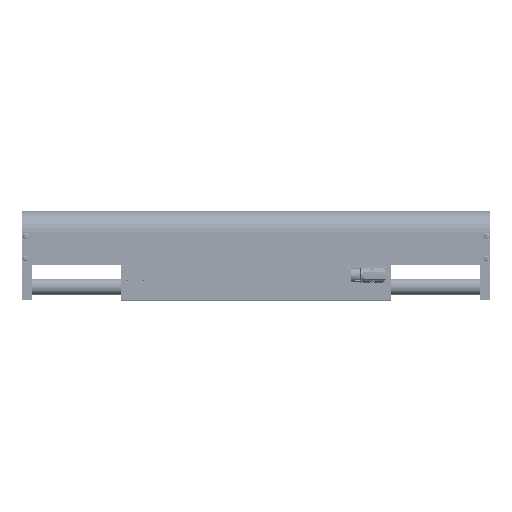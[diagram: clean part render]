
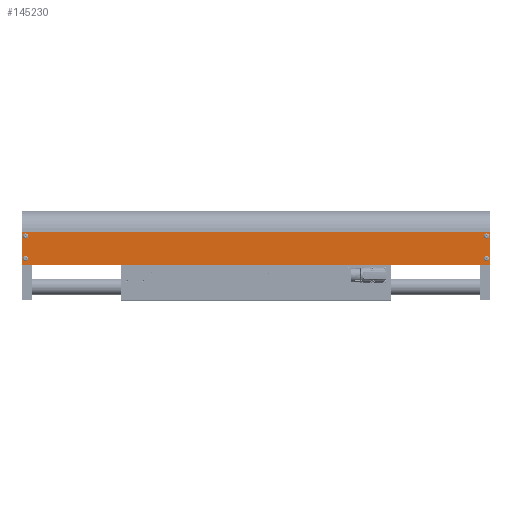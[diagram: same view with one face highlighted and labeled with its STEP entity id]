
A CAD part, top view. The second image highlights one B-rep face of the part: STEP entity #145230.
In plain terms, the highlighted face is planar.
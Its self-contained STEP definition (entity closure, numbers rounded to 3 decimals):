
#474 = CIRCLE ( 'NONE', #153587, 2.4 ) ;
#671 = AXIS2_PLACEMENT_3D ( 'NONE', #155435, #20058, #2078 ) ;
#2078 = DIRECTION ( 'NONE',  ( 0., 0., 1. ) ) ;
#11623 = FACE_BOUND ( 'NONE', #95776, .T. ) ;
#13484 = EDGE_CURVE ( 'NONE', #133468, #133468, #169578, .T. ) ;
#13895 = CARTESIAN_POINT ( 'NONE',  ( -32., 0., 727. ) ) ;
#14203 = DIRECTION ( 'NONE',  ( 0., 0., 1. ) ) ;
#17766 = EDGE_CURVE ( 'NONE', #43158, #43158, #25240, .T. ) ;
#18616 = VECTOR ( 'NONE', #134213, 1000. ) ;
#20058 = DIRECTION ( 'NONE',  ( -1., 0., 0. ) ) ;
#25240 = CIRCLE ( 'NONE', #31066, 2.4 ) ;
#25895 = CARTESIAN_POINT ( 'NONE',  ( -32., 0., 727. ) ) ;
#26366 = EDGE_CURVE ( 'NONE', #30102, #101112, #159236, .T. ) ;
#27812 = CARTESIAN_POINT ( 'NONE',  ( -32., -42., 722. ) ) ;
#29009 = EDGE_LOOP ( 'NONE', ( #43961 ) ) ;
#30102 = VERTEX_POINT ( 'NONE', #155968 ) ;
#30908 = VECTOR ( 'NONE', #36526, 1000. ) ;
#31066 = AXIS2_PLACEMENT_3D ( 'NONE', #128662, #86267, #154807 ) ;
#36526 = DIRECTION ( 'NONE',  ( 0., -1., 0. ) ) ;
#40550 = VERTEX_POINT ( 'NONE', #13895 ) ;
#42259 = DIRECTION ( 'NONE',  ( 0., 0., 1. ) ) ;
#43105 = DIRECTION ( 'NONE',  ( -1., 0., 0. ) ) ;
#43158 = VERTEX_POINT ( 'NONE', #57625 ) ;
#43961 = ORIENTED_EDGE ( 'NONE', *, *, #46510, .F. ) ;
#46510 = EDGE_CURVE ( 'NONE', #139061, #139061, #52458, .T. ) ;
#52157 = LINE ( 'NONE', #25895, #18616 ) ;
#52458 = CIRCLE ( 'NONE', #671, 2.4 ) ;
#53181 = DIRECTION ( 'NONE',  ( 0., 1., 0. ) ) ;
#57625 = CARTESIAN_POINT ( 'NONE',  ( -32., -7., 724.4 ) ) ;
#62755 = EDGE_LOOP ( 'NONE', ( #141755 ) ) ;
#63858 = VECTOR ( 'NONE', #71406, 1000. ) ;
#64018 = ORIENTED_EDGE ( 'NONE', *, *, #81093, .T. ) ;
#68446 = FACE_BOUND ( 'NONE', #94974, .T. ) ;
#68721 = LINE ( 'NONE', #165265, #63858 ) ;
#69689 = ORIENTED_EDGE ( 'NONE', *, *, #26366, .T. ) ;
#71406 = DIRECTION ( 'NONE',  ( 0., 0., 1. ) ) ;
#73178 = ORIENTED_EDGE ( 'NONE', *, *, #17766, .F. ) ;
#81093 = EDGE_CURVE ( 'NONE', #40550, #30102, #93157, .T. ) ;
#81931 = CARTESIAN_POINT ( 'NONE',  ( -32., 0., 727. ) ) ;
#82906 = EDGE_CURVE ( 'NONE', #101112, #105321, #68721, .T. ) ;
#83698 = EDGE_CURVE ( 'NONE', #158103, #158103, #474, .T. ) ;
#84896 = CARTESIAN_POINT ( 'NONE',  ( -32., -7., 7.4 ) ) ;
#86267 = DIRECTION ( 'NONE',  ( -1., 0., 0. ) ) ;
#93157 = LINE ( 'NONE', #148210, #177530 ) ;
#94974 = EDGE_LOOP ( 'NONE', ( #111598 ) ) ;
#95776 = EDGE_LOOP ( 'NONE', ( #73178 ) ) ;
#97099 = CARTESIAN_POINT ( 'NONE',  ( -32., -51.5, 727. ) ) ;
#101112 = VERTEX_POINT ( 'NONE', #178416 ) ;
#105321 = VERTEX_POINT ( 'NONE', #97099 ) ;
#106910 = ORIENTED_EDGE ( 'NONE', *, *, #82906, .T. ) ;
#107313 = FACE_OUTER_BOUND ( 'NONE', #161737, .T. ) ;
#109279 = AXIS2_PLACEMENT_3D ( 'NONE', #81931, #162344, #53181 ) ;
#110284 = ORIENTED_EDGE ( 'NONE', *, *, #154017, .F. ) ;
#111598 = ORIENTED_EDGE ( 'NONE', *, *, #13484, .F. ) ;
#121737 = DIRECTION ( 'NONE',  ( -1., 0., 0. ) ) ;
#122616 = FACE_BOUND ( 'NONE', #29009, .T. ) ;
#123514 = FACE_BOUND ( 'NONE', #62755, .T. ) ;
#128662 = CARTESIAN_POINT ( 'NONE',  ( -32., -7., 722. ) ) ;
#133038 = CARTESIAN_POINT ( 'NONE',  ( -32., 0., 0. ) ) ;
#133468 = VERTEX_POINT ( 'NONE', #161418 ) ;
#134213 = DIRECTION ( 'NONE',  ( 0., -1., 0. ) ) ;
#135237 = PLANE ( 'NONE',  #109279 ) ;
#135486 = DIRECTION ( 'NONE',  ( 0., 0., -1. ) ) ;
#139061 = VERTEX_POINT ( 'NONE', #84896 ) ;
#141755 = ORIENTED_EDGE ( 'NONE', *, *, #83698, .F. ) ;
#145230 = ADVANCED_FACE ( 'NONE', ( #122616, #123514, #11623, #68446, #107313 ), #135237, .F. ) ;
#148210 = CARTESIAN_POINT ( 'NONE',  ( -32., 0., 727. ) ) ;
#153587 = AXIS2_PLACEMENT_3D ( 'NONE', #178603, #43105, #14203 ) ;
#154017 = EDGE_CURVE ( 'NONE', #40550, #105321, #52157, .T. ) ;
#154807 = DIRECTION ( 'NONE',  ( 0., 0., 1. ) ) ;
#155435 = CARTESIAN_POINT ( 'NONE',  ( -32., -7., 5. ) ) ;
#155968 = CARTESIAN_POINT ( 'NONE',  ( -32., 0., 0. ) ) ;
#158103 = VERTEX_POINT ( 'NONE', #169963 ) ;
#159236 = LINE ( 'NONE', #133038, #30908 ) ;
#161418 = CARTESIAN_POINT ( 'NONE',  ( -32., -42., 724.4 ) ) ;
#161737 = EDGE_LOOP ( 'NONE', ( #69689, #106910, #110284, #64018 ) ) ;
#162344 = DIRECTION ( 'NONE',  ( 1., 0., 0. ) ) ;
#165265 = CARTESIAN_POINT ( 'NONE',  ( -32., -51.5, 727. ) ) ;
#169578 = CIRCLE ( 'NONE', #175454, 2.4 ) ;
#169963 = CARTESIAN_POINT ( 'NONE',  ( -32., -42., 7.4 ) ) ;
#175454 = AXIS2_PLACEMENT_3D ( 'NONE', #27812, #121737, #42259 ) ;
#177530 = VECTOR ( 'NONE', #135486, 1000. ) ;
#178416 = CARTESIAN_POINT ( 'NONE',  ( -32., -51.5, 0. ) ) ;
#178603 = CARTESIAN_POINT ( 'NONE',  ( -32., -42., 5. ) ) ;
